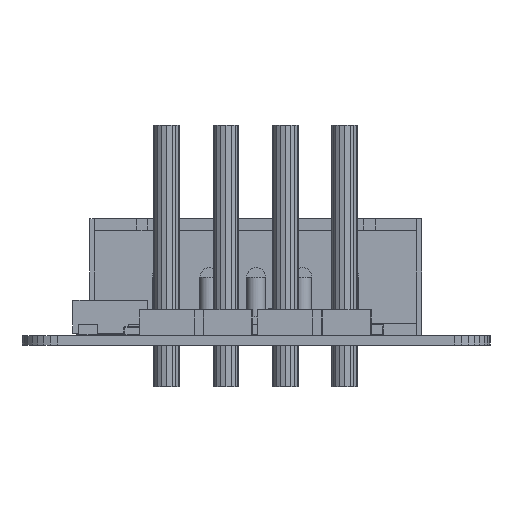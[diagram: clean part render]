
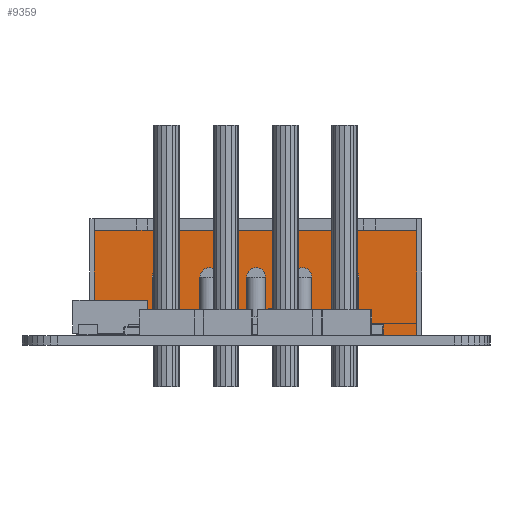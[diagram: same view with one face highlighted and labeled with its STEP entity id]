
A CAD part, left-side view. The second image highlights one B-rep face of the part: STEP entity #9359.
In plain terms, the highlighted planar face has unit normal (-1, 0, 0).
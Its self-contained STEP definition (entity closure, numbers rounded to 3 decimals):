
#9190 = PLANE('',#9191);
#9191 = AXIS2_PLACEMENT_3D('',#9192,#9193,#9194);
#9192 = CARTESIAN_POINT('',(-0.102,7.,0.));
#9193 = DIRECTION('',(0.,1.,0.));
#9194 = DIRECTION('',(1.,0.,0.));
#9218 = PLANE('',#9219);
#9219 = AXIS2_PLACEMENT_3D('',#9220,#9221,#9222);
#9220 = CARTESIAN_POINT('',(0.102,7.,4.5));
#9221 = DIRECTION('',(0.,0.,1.));
#9222 = DIRECTION('',(1.,0.,0.));
#9246 = PLANE('',#9247);
#9247 = AXIS2_PLACEMENT_3D('',#9248,#9249,#9250);
#9248 = CARTESIAN_POINT('',(0.102,-7.,0.));
#9249 = DIRECTION('',(0.,-1.,0.));
#9250 = DIRECTION('',(-1.,0.,0.));
#9272 = PLANE('',#9273);
#9273 = AXIS2_PLACEMENT_3D('',#9274,#9275,#9276);
#9274 = CARTESIAN_POINT('',(0.102,7.,0.));
#9275 = DIRECTION('',(0.,0.,1.));
#9276 = DIRECTION('',(1.,0.,0.));
#9289 = VERTEX_POINT('',#9290);
#9290 = CARTESIAN_POINT('',(-0.102,-7.,4.5));
#9311 = EDGE_CURVE('',#9312,#9289,#9314,.T.);
#9312 = VERTEX_POINT('',#9313);
#9313 = CARTESIAN_POINT('',(-0.102,-7.,0.));
#9314 = SURFACE_CURVE('',#9315,(#9319,#9326),.PCURVE_S1.);
#9315 = LINE('',#9316,#9317);
#9316 = CARTESIAN_POINT('',(-0.102,-7.,0.));
#9317 = VECTOR('',#9318,1.);
#9318 = DIRECTION('',(0.,0.,1.));
#9319 = PCURVE('',#9246,#9320);
#9320 = DEFINITIONAL_REPRESENTATION('',(#9321),#9325);
#9321 = LINE('',#9322,#9323);
#9322 = CARTESIAN_POINT('',(0.203,0.));
#9323 = VECTOR('',#9324,1.);
#9324 = DIRECTION('',(0.,-1.));
#9325 = ( GEOMETRIC_REPRESENTATION_CONTEXT(2) 
PARAMETRIC_REPRESENTATION_CONTEXT() REPRESENTATION_CONTEXT('2D SPACE',''
  ) );
#9326 = PCURVE('',#9327,#9332);
#9327 = PLANE('',#9328);
#9328 = AXIS2_PLACEMENT_3D('',#9329,#9330,#9331);
#9329 = CARTESIAN_POINT('',(-0.102,-7.,0.));
#9330 = DIRECTION('',(-1.,0.,0.));
#9331 = DIRECTION('',(0.,1.,0.));
#9332 = DEFINITIONAL_REPRESENTATION('',(#9333),#9337);
#9333 = LINE('',#9334,#9335);
#9334 = CARTESIAN_POINT('',(0.,0.));
#9335 = VECTOR('',#9336,1.);
#9336 = DIRECTION('',(0.,-1.));
#9337 = ( GEOMETRIC_REPRESENTATION_CONTEXT(2) 
PARAMETRIC_REPRESENTATION_CONTEXT() REPRESENTATION_CONTEXT('2D SPACE',''
  ) );
#9359 = ADVANCED_FACE('',(#9360),#9327,.T.);
#9360 = FACE_BOUND('',#9361,.T.);
#9361 = EDGE_LOOP('',(#9362,#9363,#9386,#9409));
#9362 = ORIENTED_EDGE('',*,*,#9311,.T.);
#9363 = ORIENTED_EDGE('',*,*,#9364,.T.);
#9364 = EDGE_CURVE('',#9289,#9365,#9367,.T.);
#9365 = VERTEX_POINT('',#9366);
#9366 = CARTESIAN_POINT('',(-0.102,7.,4.5));
#9367 = SURFACE_CURVE('',#9368,(#9372,#9379),.PCURVE_S1.);
#9368 = LINE('',#9369,#9370);
#9369 = CARTESIAN_POINT('',(-0.102,-7.,4.5));
#9370 = VECTOR('',#9371,1.);
#9371 = DIRECTION('',(0.,1.,0.));
#9372 = PCURVE('',#9327,#9373);
#9373 = DEFINITIONAL_REPRESENTATION('',(#9374),#9378);
#9374 = LINE('',#9375,#9376);
#9375 = CARTESIAN_POINT('',(0.,-4.5));
#9376 = VECTOR('',#9377,1.);
#9377 = DIRECTION('',(1.,0.));
#9378 = ( GEOMETRIC_REPRESENTATION_CONTEXT(2) 
PARAMETRIC_REPRESENTATION_CONTEXT() REPRESENTATION_CONTEXT('2D SPACE',''
  ) );
#9379 = PCURVE('',#9218,#9380);
#9380 = DEFINITIONAL_REPRESENTATION('',(#9381),#9385);
#9381 = LINE('',#9382,#9383);
#9382 = CARTESIAN_POINT('',(-0.203,-14.));
#9383 = VECTOR('',#9384,1.);
#9384 = DIRECTION('',(0.,1.));
#9385 = ( GEOMETRIC_REPRESENTATION_CONTEXT(2) 
PARAMETRIC_REPRESENTATION_CONTEXT() REPRESENTATION_CONTEXT('2D SPACE',''
  ) );
#9386 = ORIENTED_EDGE('',*,*,#9387,.F.);
#9387 = EDGE_CURVE('',#9388,#9365,#9390,.T.);
#9388 = VERTEX_POINT('',#9389);
#9389 = CARTESIAN_POINT('',(-0.102,7.,0.));
#9390 = SURFACE_CURVE('',#9391,(#9395,#9402),.PCURVE_S1.);
#9391 = LINE('',#9392,#9393);
#9392 = CARTESIAN_POINT('',(-0.102,7.,0.));
#9393 = VECTOR('',#9394,1.);
#9394 = DIRECTION('',(0.,0.,1.));
#9395 = PCURVE('',#9327,#9396);
#9396 = DEFINITIONAL_REPRESENTATION('',(#9397),#9401);
#9397 = LINE('',#9398,#9399);
#9398 = CARTESIAN_POINT('',(14.,0.));
#9399 = VECTOR('',#9400,1.);
#9400 = DIRECTION('',(0.,-1.));
#9401 = ( GEOMETRIC_REPRESENTATION_CONTEXT(2) 
PARAMETRIC_REPRESENTATION_CONTEXT() REPRESENTATION_CONTEXT('2D SPACE',''
  ) );
#9402 = PCURVE('',#9190,#9403);
#9403 = DEFINITIONAL_REPRESENTATION('',(#9404),#9408);
#9404 = LINE('',#9405,#9406);
#9405 = CARTESIAN_POINT('',(0.,0.));
#9406 = VECTOR('',#9407,1.);
#9407 = DIRECTION('',(0.,-1.));
#9408 = ( GEOMETRIC_REPRESENTATION_CONTEXT(2) 
PARAMETRIC_REPRESENTATION_CONTEXT() REPRESENTATION_CONTEXT('2D SPACE',''
  ) );
#9409 = ORIENTED_EDGE('',*,*,#9410,.F.);
#9410 = EDGE_CURVE('',#9312,#9388,#9411,.T.);
#9411 = SURFACE_CURVE('',#9412,(#9416,#9423),.PCURVE_S1.);
#9412 = LINE('',#9413,#9414);
#9413 = CARTESIAN_POINT('',(-0.102,-7.,0.));
#9414 = VECTOR('',#9415,1.);
#9415 = DIRECTION('',(0.,1.,0.));
#9416 = PCURVE('',#9327,#9417);
#9417 = DEFINITIONAL_REPRESENTATION('',(#9418),#9422);
#9418 = LINE('',#9419,#9420);
#9419 = CARTESIAN_POINT('',(0.,0.));
#9420 = VECTOR('',#9421,1.);
#9421 = DIRECTION('',(1.,0.));
#9422 = ( GEOMETRIC_REPRESENTATION_CONTEXT(2) 
PARAMETRIC_REPRESENTATION_CONTEXT() REPRESENTATION_CONTEXT('2D SPACE',''
  ) );
#9423 = PCURVE('',#9272,#9424);
#9424 = DEFINITIONAL_REPRESENTATION('',(#9425),#9429);
#9425 = LINE('',#9426,#9427);
#9426 = CARTESIAN_POINT('',(-0.203,-14.));
#9427 = VECTOR('',#9428,1.);
#9428 = DIRECTION('',(0.,1.));
#9429 = ( GEOMETRIC_REPRESENTATION_CONTEXT(2) 
PARAMETRIC_REPRESENTATION_CONTEXT() REPRESENTATION_CONTEXT('2D SPACE',''
  ) );
